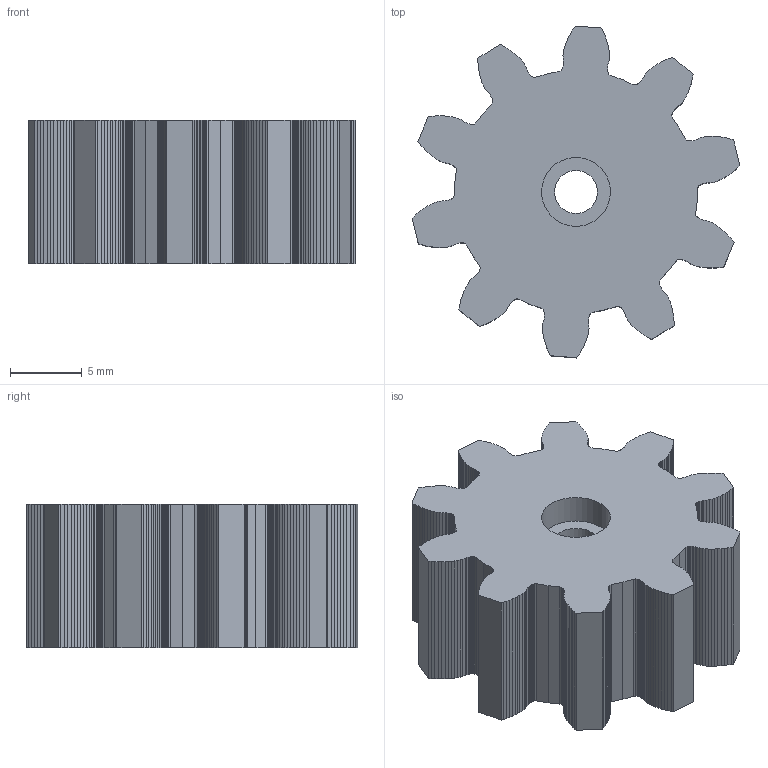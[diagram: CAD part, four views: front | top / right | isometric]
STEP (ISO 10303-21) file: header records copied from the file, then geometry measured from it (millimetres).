
FILE_DESCRIPTION(/* description */ (''),/* implementation_level */ '2;1');
FILE_NAME(/* name */ 'Шестерня_Рейка.stp',/* time_stamp */ '2024-01-27T13:45:16+03:00',/* author */ ('79651'),/* organization */ (''),/* preprocessor_version */ 'ST-DEVELOPER v18.1',/* originating_system */ 'Autodesk Inventor 2022',/* authorisation */ '');
FILE_SCHEMA (('AUTOMOTIVE_DESIGN { 1 0 10303 214 3 1 1 }'));
Length unit declared in the file: millimetre
Products named in the file (1): Рейка_шестерня_
2
Bounding box: 22.84 x 23.13 x 10 mm (x, y, z)
Volume: 3056.3 mm3; surface area: 1774.8 mm2
Topology: 1 solids, 1 shells, 455 faces, 1356 edges, 904 vertices
Faces by surface type: plane 453, cylinder 2
Full cylindrical faces by diameter (mm): 3 x1, 4.8 x1
Entity records: 15463 total; most frequent: CARTESIAN_POINT 2716, ORIENTED_EDGE 2712, DIRECTION 2272, EDGE_CURVE 1356, LINE 1352, VECTOR 1352, VERTEX_POINT 904, AXIS2_PLACEMENT_3D 460
